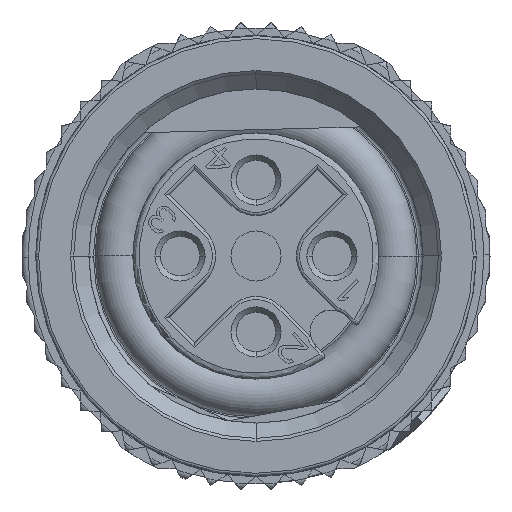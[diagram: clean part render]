
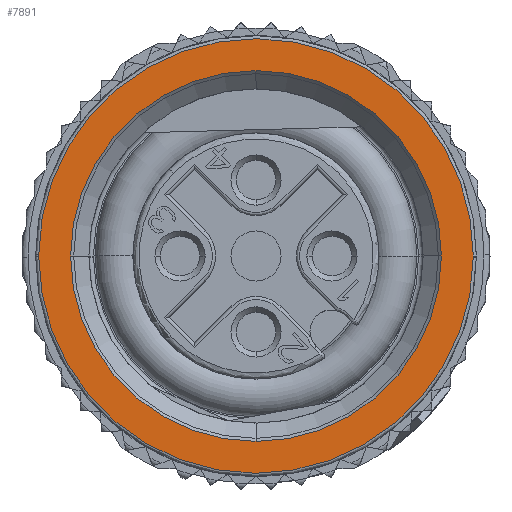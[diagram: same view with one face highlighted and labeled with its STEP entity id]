
A CAD part, front view. The second image highlights one B-rep face of the part: STEP entity #7891.
In plain terms, the highlighted planar face has unit normal (0, -1, 0).
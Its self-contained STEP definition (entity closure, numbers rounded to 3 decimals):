
#7891=ADVANCED_FACE('',(#15639,#15640),#15641,.T.);
#15639=FACE_OUTER_BOUND('',#42724,.T.);
#15640=FACE_BOUND('',#42725,.T.);
#15641=PLANE('',#42726);
#42724=EDGE_LOOP('',(#65327,#65328,#65329,#65330));
#42725=EDGE_LOOP('',(#65331,#65332,#65333,#65334));
#42726=AXIS2_PLACEMENT_3D('',#65335,#65336,#65337);
#65327=ORIENTED_EDGE('',*,*,#71917,.F.);
#65328=ORIENTED_EDGE('',*,*,#70316,.F.);
#65329=ORIENTED_EDGE('',*,*,#71915,.F.);
#65330=ORIENTED_EDGE('',*,*,#70321,.F.);
#65331=ORIENTED_EDGE('',*,*,#71925,.F.);
#65332=ORIENTED_EDGE('',*,*,#70299,.F.);
#65333=ORIENTED_EDGE('',*,*,#70306,.F.);
#65334=ORIENTED_EDGE('',*,*,#71926,.F.);
#65335=CARTESIAN_POINT('',(0.0,-12.4,0.0));
#65336=DIRECTION('',(0.0,-1.0,0.0));
#65337=DIRECTION('',(1.0,0.0,0.0));
#70299=EDGE_CURVE('',#77828,#77826,#77830,.T.);
#70306=EDGE_CURVE('',#77838,#77828,#77840,.T.);
#70316=EDGE_CURVE('',#77856,#77852,#77858,.T.);
#70321=EDGE_CURVE('',#77865,#77861,#77867,.T.);
#71915=EDGE_CURVE('',#77861,#77856,#80157,.T.);
#71917=EDGE_CURVE('',#77852,#77865,#80159,.T.);
#71925=EDGE_CURVE('',#77826,#80168,#80169,.T.);
#71926=EDGE_CURVE('',#80168,#77838,#80170,.T.);
#77826=VERTEX_POINT('',#93416);
#77828=VERTEX_POINT('',#93419);
#77830=CIRCLE('',#93422,6.1);
#77838=VERTEX_POINT('',#93431);
#77840=CIRCLE('',#93434,6.1);
#77852=VERTEX_POINT('',#93446);
#77856=VERTEX_POINT('',#93450);
#77858=CIRCLE('',#93452,7.15);
#77861=VERTEX_POINT('',#93455);
#77865=VERTEX_POINT('',#93459);
#77867=CIRCLE('',#93461,7.15);
#80157=CIRCLE('',#98660,7.15);
#80159=CIRCLE('',#98662,7.15);
#80168=VERTEX_POINT('',#98673);
#80169=CIRCLE('',#98674,6.1);
#80170=CIRCLE('',#98675,6.1);
#93416=CARTESIAN_POINT('',(0.0,-12.4,6.1));
#93419=CARTESIAN_POINT('',(6.1,-12.4,0.0));
#93422=AXIS2_PLACEMENT_3D('',#106155,#106156,#106157);
#93431=CARTESIAN_POINT('',(0.0,-12.4,-6.1));
#93434=AXIS2_PLACEMENT_3D('',#106166,#106167,#106168);
#93446=CARTESIAN_POINT('',(-7.15,-12.4,0.052));
#93450=CARTESIAN_POINT('',(-7.15,-12.4,0.0));
#93452=AXIS2_PLACEMENT_3D('',#106190,#106191,#106192);
#93455=CARTESIAN_POINT('',(7.15,-12.4,-0.052));
#93459=CARTESIAN_POINT('',(7.15,-12.4,0.0));
#93461=AXIS2_PLACEMENT_3D('',#106202,#106203,#106204);
#98660=AXIS2_PLACEMENT_3D('',#108103,#108104,#108105);
#98662=AXIS2_PLACEMENT_3D('',#108106,#108107,#108108);
#98673=CARTESIAN_POINT('',(-6.1,-12.4,0.0));
#98674=AXIS2_PLACEMENT_3D('',#108117,#108118,#108119);
#98675=AXIS2_PLACEMENT_3D('',#108120,#108121,#108122);
#106155=CARTESIAN_POINT('',(0.0,-12.4,0.0));
#106156=DIRECTION('',(0.0,-1.0,0.0));
#106157=DIRECTION('',(1.0,0.0,0.0));
#106166=CARTESIAN_POINT('',(0.0,-12.4,0.0));
#106167=DIRECTION('',(0.0,-1.0,0.0));
#106168=DIRECTION('',(0.0,0.0,-1.0));
#106190=CARTESIAN_POINT('',(0.0,-12.4,0.0));
#106191=DIRECTION('',(0.0,1.0,0.0));
#106192=DIRECTION('',(-1.0,0.0,0.0));
#106202=CARTESIAN_POINT('',(0.0,-12.4,0.0));
#106203=DIRECTION('',(-0.0,1.0,0.0));
#106204=DIRECTION('',(1.0,0.0,0.0));
#108103=CARTESIAN_POINT('',(0.0,-12.4,0.0));
#108104=DIRECTION('',(0.0,1.0,0.0));
#108105=DIRECTION('',(1.,0.0,-0.007));
#108106=CARTESIAN_POINT('',(0.0,-12.4,0.0));
#108107=DIRECTION('',(0.0,1.0,0.0));
#108108=DIRECTION('',(-1.,0.0,0.007));
#108117=CARTESIAN_POINT('',(0.0,-12.4,0.0));
#108118=DIRECTION('',(0.0,-1.0,0.0));
#108119=DIRECTION('',(0.0,0.0,1.0));
#108120=CARTESIAN_POINT('',(0.0,-12.4,0.0));
#108121=DIRECTION('',(0.0,-1.0,0.0));
#108122=DIRECTION('',(-1.0,0.0,0.0));
